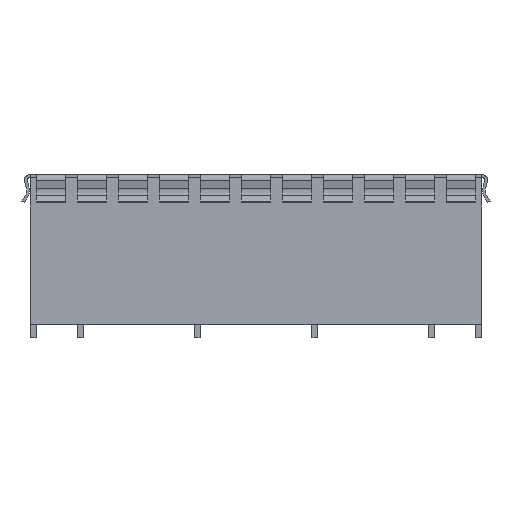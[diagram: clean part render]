
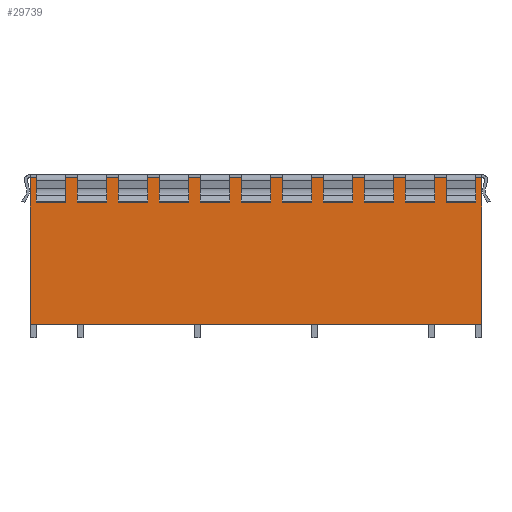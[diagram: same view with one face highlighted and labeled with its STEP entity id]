
A CAD part, left-side view. The second image highlights one B-rep face of the part: STEP entity #29739.
In plain terms, the highlighted planar face has unit normal (-1, 0, 0).
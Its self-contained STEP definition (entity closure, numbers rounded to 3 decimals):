
#29621=CARTESIAN_POINT('',(-63.5,38.5,25.0));
#29622=VERTEX_POINT('',#29621);
#29639=CARTESIAN_POINT('',(-63.5,38.5,0.0));
#29640=VERTEX_POINT('',#29639);
#29647=CARTESIAN_POINT('',(-63.5,38.5,0.0));
#29648=DIRECTION('',(0.0,0.0,1.0));
#29649=VECTOR('',#29648,25.0);
#29650=LINE('',#29647,#29649);
#29651=EDGE_CURVE('',#29640,#29622,#29650,.T.);
#29692=CARTESIAN_POINT('',(-63.5,-38.5,25.0));
#29693=VERTEX_POINT('',#29692);
#29700=CARTESIAN_POINT('',(-63.5,-38.5,0.0));
#29701=VERTEX_POINT('',#29700);
#29702=CARTESIAN_POINT('',(-63.5,-38.5,0.0));
#29703=DIRECTION('',(0.0,0.0,1.0));
#29704=VECTOR('',#29703,25.0);
#29705=LINE('',#29702,#29704);
#29706=EDGE_CURVE('',#29701,#29693,#29705,.T.);
#29718=CARTESIAN_POINT('',(-63.5,-38.5,0.0));
#29719=DIRECTION('',(-1.0,0.0,0.0));
#29720=DIRECTION('',(0.0,0.0,1.0));
#29721=AXIS2_PLACEMENT_3D('',#29718,#29719,#29720);
#29722=PLANE('',#29721);
#29723=CARTESIAN_POINT('',(-63.5,-38.5,25.0));
#29724=DIRECTION('',(0.0,1.0,0.0));
#29725=VECTOR('',#29724,77.);
#29726=LINE('',#29723,#29725);
#29727=EDGE_CURVE('',#29693,#29622,#29726,.T.);
#29728=ORIENTED_EDGE('',*,*,#29727,.T.);
#29729=ORIENTED_EDGE('',*,*,#29651,.F.);
#29730=CARTESIAN_POINT('',(-63.5,-38.5,0.0));
#29731=DIRECTION('',(0.0,1.0,0.0));
#29732=VECTOR('',#29731,77.);
#29733=LINE('',#29730,#29732);
#29734=EDGE_CURVE('',#29701,#29640,#29733,.T.);
#29735=ORIENTED_EDGE('',*,*,#29734,.F.);
#29736=ORIENTED_EDGE('',*,*,#29706,.T.);
#29737=EDGE_LOOP('',(#29728,#29729,#29735,#29736));
#29738=FACE_OUTER_BOUND('',#29737,.T.);
#29739=ADVANCED_FACE('',(#29738),#29722,.T.);
